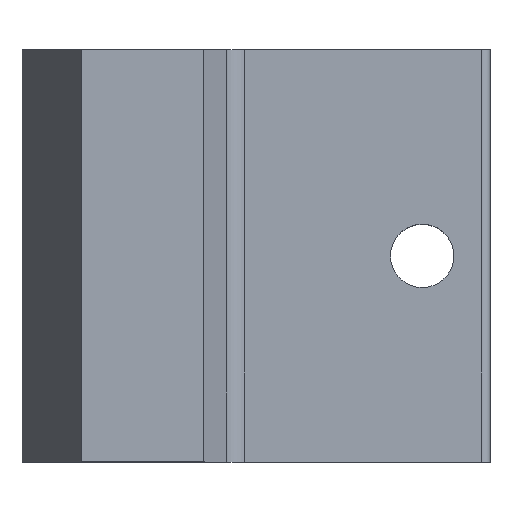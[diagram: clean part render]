
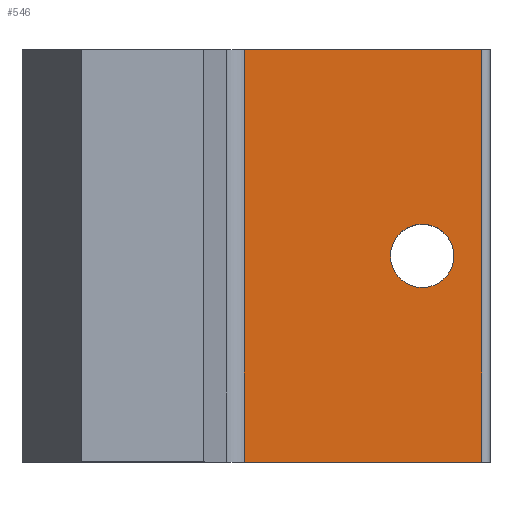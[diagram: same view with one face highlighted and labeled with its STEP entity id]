
A CAD part, top view. The second image highlights one B-rep face of the part: STEP entity #546.
In plain terms, the highlighted planar face has unit normal (0, 0, 1).
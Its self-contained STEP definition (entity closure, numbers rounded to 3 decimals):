
#19=FACE_BOUND('',#99,.T.);
#40=PLANE('',#599);
#67=FACE_OUTER_BOUND('',#98,.T.);
#98=EDGE_LOOP('',(#487,#488,#489,#490));
#99=EDGE_LOOP('',(#491));
#104=LINE('',#760,#167);
#135=LINE('',#830,#198);
#163=LINE('',#893,#226);
#164=LINE('',#895,#227);
#167=VECTOR('',#619,10.);
#198=VECTOR('',#672,10.);
#226=VECTOR('',#738,10.);
#227=VECTOR('',#741,10.);
#228=CIRCLE('',#563,1.5);
#240=VERTEX_POINT('',#746);
#244=VERTEX_POINT('',#758);
#245=VERTEX_POINT('',#759);
#273=VERTEX_POINT('',#829);
#289=VERTEX_POINT('',#891);
#290=EDGE_CURVE('',#240,#240,#228,.T.);
#296=EDGE_CURVE('',#244,#245,#104,.T.);
#331=EDGE_CURVE('',#273,#245,#135,.T.);
#363=EDGE_CURVE('',#244,#289,#163,.T.);
#364=EDGE_CURVE('',#273,#289,#164,.T.);
#487=ORIENTED_EDGE('',*,*,#363,.T.);
#488=ORIENTED_EDGE('',*,*,#364,.F.);
#489=ORIENTED_EDGE('',*,*,#331,.T.);
#490=ORIENTED_EDGE('',*,*,#296,.F.);
#491=ORIENTED_EDGE('',*,*,#290,.T.);
#546=ADVANCED_FACE('',(#67,#19),#40,.T.);
#563=AXIS2_PLACEMENT_3D('',#747,#605,#606);
#599=AXIS2_PLACEMENT_3D('',#894,#739,#740);
#605=DIRECTION('center_axis',(0.,0.,-1.));
#606=DIRECTION('ref_axis',(-1.,0.,0.));
#619=DIRECTION('',(-1.,0.,0.));
#672=DIRECTION('',(0.,-1.,0.));
#738=DIRECTION('',(0.,1.,0.));
#739=DIRECTION('center_axis',(0.,0.,1.));
#740=DIRECTION('ref_axis',(1.,0.,0.));
#741=DIRECTION('',(1.,0.,0.));
#746=CARTESIAN_POINT('',(-23.049,26.25,17.853));
#747=CARTESIAN_POINT('Origin',(-24.549,26.25,17.853));
#758=CARTESIAN_POINT('',(-21.743,16.5,17.853));
#759=CARTESIAN_POINT('',(-32.966,16.5,17.853));
#760=CARTESIAN_POINT('',(-32.966,16.5,17.853));
#829=CARTESIAN_POINT('',(-32.966,36.,17.853));
#830=CARTESIAN_POINT('',(-32.966,33.,17.853));
#891=CARTESIAN_POINT('',(-21.743,36.,17.853));
#893=CARTESIAN_POINT('',(-21.743,33.,17.853));
#894=CARTESIAN_POINT('Origin',(-32.966,33.,17.853));
#895=CARTESIAN_POINT('',(-32.966,36.,17.853));
